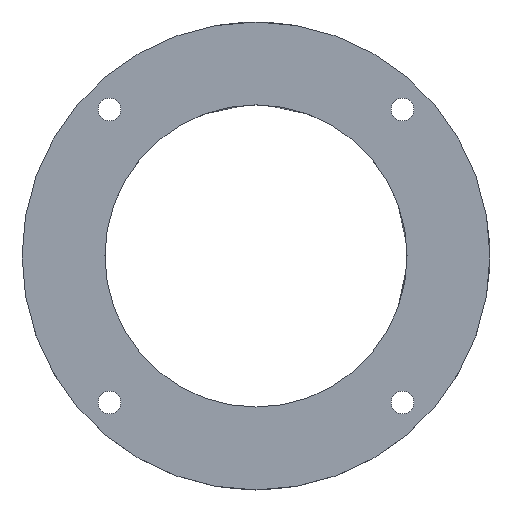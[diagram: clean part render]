
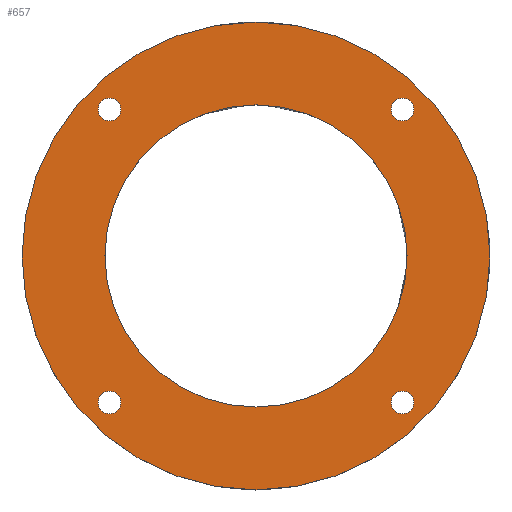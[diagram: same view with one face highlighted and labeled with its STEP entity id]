
A CAD part, top view. The second image highlights one B-rep face of the part: STEP entity #657.
In plain terms, the highlighted planar face has unit normal (0, 0, 1).
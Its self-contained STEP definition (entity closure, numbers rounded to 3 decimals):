
#2 = CARTESIAN_POINT ( 'NONE',  ( 56.5, 0., 7.5 ) ) ;
#9 = CARTESIAN_POINT ( 'NONE',  ( -59.051, 54.801, 7.5 ) ) ;
#20 = ORIENTED_EDGE ( 'NONE', *, *, #450, .F. ) ;
#23 = FACE_BOUND ( 'NONE', #346, .T. ) ;
#45 = EDGE_CURVE ( 'NONE', #1039, #365, #180, .T. ) ;
#50 = FACE_BOUND ( 'NONE', #204, .T. ) ;
#69 = CARTESIAN_POINT ( 'NONE',  ( 0., 0., 7.5 ) ) ;
#70 = EDGE_CURVE ( 'NONE', #144, #332, #572, .T. ) ;
#73 = CARTESIAN_POINT ( 'NONE',  ( -54.801, -54.801, 7.5 ) ) ;
#75 = EDGE_LOOP ( 'NONE', ( #20, #368 ) ) ;
#80 = CIRCLE ( 'NONE', #94, 87.5 ) ;
#93 = CARTESIAN_POINT ( 'NONE',  ( 54.801, -54.801, 7.5 ) ) ;
#94 = AXIS2_PLACEMENT_3D ( 'NONE', #374, #967, #631 ) ;
#100 = AXIS2_PLACEMENT_3D ( 'NONE', #133, #1064, #145 ) ;
#111 = VERTEX_POINT ( 'NONE', #1091 ) ;
#129 = CIRCLE ( 'NONE', #1055, 4.25 ) ;
#132 = PLANE ( 'NONE',  #730 ) ;
#133 = CARTESIAN_POINT ( 'NONE',  ( 0., 0., 7.5 ) ) ;
#141 = ORIENTED_EDGE ( 'NONE', *, *, #505, .F. ) ;
#144 = VERTEX_POINT ( 'NONE', #348 ) ;
#145 = DIRECTION ( 'NONE',  ( 1., 0., 0. ) ) ;
#167 = CARTESIAN_POINT ( 'NONE',  ( -50.551, -54.801, 7.5 ) ) ;
#180 = CIRCLE ( 'NONE', #973, 4.25 ) ;
#204 = EDGE_LOOP ( 'NONE', ( #1102, #874 ) ) ;
#215 = CARTESIAN_POINT ( 'NONE',  ( 0., 0., 7.5 ) ) ;
#221 = ORIENTED_EDGE ( 'NONE', *, *, #350, .F. ) ;
#241 = CARTESIAN_POINT ( 'NONE',  ( -54.801, 54.801, 7.5 ) ) ;
#243 = EDGE_CURVE ( 'NONE', #1097, #349, #292, .T. ) ;
#259 = DIRECTION ( 'NONE',  ( 0., -1., 0. ) ) ;
#263 = CARTESIAN_POINT ( 'NONE',  ( -87.5, 0., 7.5 ) ) ;
#273 = ORIENTED_EDGE ( 'NONE', *, *, #243, .T. ) ;
#279 = CARTESIAN_POINT ( 'NONE',  ( -54.801, 54.801, 7.5 ) ) ;
#288 = CIRCLE ( 'NONE', #1077, 4.25 ) ;
#292 = CIRCLE ( 'NONE', #100, 87.5 ) ;
#293 = CARTESIAN_POINT ( 'NONE',  ( 54.801, -54.801, 7.5 ) ) ;
#299 = VERTEX_POINT ( 'NONE', #2 ) ;
#312 = VERTEX_POINT ( 'NONE', #336 ) ;
#317 = DIRECTION ( 'NONE',  ( 0., 0., 1. ) ) ;
#318 = AXIS2_PLACEMENT_3D ( 'NONE', #690, #776, #259 ) ;
#332 = VERTEX_POINT ( 'NONE', #167 ) ;
#336 = CARTESIAN_POINT ( 'NONE',  ( 50.551, 54.801, 7.5 ) ) ;
#346 = EDGE_LOOP ( 'NONE', ( #600, #437 ) ) ;
#348 = CARTESIAN_POINT ( 'NONE',  ( -59.051, -54.801, 7.5 ) ) ;
#349 = VERTEX_POINT ( 'NONE', #263 ) ;
#350 = EDGE_CURVE ( 'NONE', #332, #144, #389, .T. ) ;
#352 = CARTESIAN_POINT ( 'NONE',  ( -54.801, -54.801, 7.5 ) ) ;
#353 = CIRCLE ( 'NONE', #618, 56.5 ) ;
#365 = VERTEX_POINT ( 'NONE', #9 ) ;
#368 = ORIENTED_EDGE ( 'NONE', *, *, #962, .F. ) ;
#371 = DIRECTION ( 'NONE',  ( 0., 0., 1. ) ) ;
#373 = DIRECTION ( 'NONE',  ( -1., 0., 0. ) ) ;
#374 = CARTESIAN_POINT ( 'NONE',  ( 0., 0., 7.5 ) ) ;
#377 = EDGE_LOOP ( 'NONE', ( #492, #141 ) ) ;
#389 = CIRCLE ( 'NONE', #738, 4.25 ) ;
#400 = CARTESIAN_POINT ( 'NONE',  ( 0., 0., 7.5 ) ) ;
#412 = AXIS2_PLACEMENT_3D ( 'NONE', #93, #779, #440 ) ;
#436 = VERTEX_POINT ( 'NONE', #616 ) ;
#437 = ORIENTED_EDGE ( 'NONE', *, *, #583, .F. ) ;
#440 = DIRECTION ( 'NONE',  ( -1., 0., 0. ) ) ;
#444 = EDGE_CURVE ( 'NONE', #312, #1053, #706, .T. ) ;
#450 = EDGE_CURVE ( 'NONE', #436, #981, #965, .T. ) ;
#458 = CARTESIAN_POINT ( 'NONE',  ( 50.551, -54.801, 7.5 ) ) ;
#492 = ORIENTED_EDGE ( 'NONE', *, *, #45, .F. ) ;
#502 = DIRECTION ( 'NONE',  ( 1., 0., 0. ) ) ;
#505 = EDGE_CURVE ( 'NONE', #365, #1039, #288, .T. ) ;
#511 = CARTESIAN_POINT ( 'NONE',  ( 87.5, 0., 7.5 ) ) ;
#523 = EDGE_CURVE ( 'NONE', #349, #1097, #80, .T. ) ;
#537 = DIRECTION ( 'NONE',  ( 0., 1., 0. ) ) ;
#572 = CIRCLE ( 'NONE', #878, 4.25 ) ;
#583 = EDGE_CURVE ( 'NONE', #299, #111, #614, .T. ) ;
#600 = ORIENTED_EDGE ( 'NONE', *, *, #673, .F. ) ;
#614 = CIRCLE ( 'NONE', #984, 56.5 ) ;
#616 = CARTESIAN_POINT ( 'NONE',  ( 59.051, -54.801, 7.5 ) ) ;
#618 = AXIS2_PLACEMENT_3D ( 'NONE', #69, #997, #502 ) ;
#631 = DIRECTION ( 'NONE',  ( 1., 0., 0. ) ) ;
#654 = FACE_BOUND ( 'NONE', #1023, .T. ) ;
#657 = ADVANCED_FACE ( 'NONE', ( #50, #866, #654, #757, #933, #23 ), #132, .T. ) ;
#672 = CARTESIAN_POINT ( 'NONE',  ( 54.801, 54.801, 7.5 ) ) ;
#673 = EDGE_CURVE ( 'NONE', #111, #299, #353, .T. ) ;
#674 = DIRECTION ( 'NONE',  ( 0., 0., 1. ) ) ;
#681 = EDGE_CURVE ( 'NONE', #1053, #312, #129, .T. ) ;
#690 = CARTESIAN_POINT ( 'NONE',  ( 54.801, 54.801, 7.5 ) ) ;
#702 = DIRECTION ( 'NONE',  ( 0., 0., 1. ) ) ;
#706 = CIRCLE ( 'NONE', #318, 4.25 ) ;
#719 = CARTESIAN_POINT ( 'NONE',  ( -50.551, 54.801, 7.5 ) ) ;
#730 = AXIS2_PLACEMENT_3D ( 'NONE', #215, #836, #1076 ) ;
#738 = AXIS2_PLACEMENT_3D ( 'NONE', #352, #702, #537 ) ;
#740 = DIRECTION ( 'NONE',  ( 0., -1., 0. ) ) ;
#757 = FACE_BOUND ( 'NONE', #377, .T. ) ;
#776 = DIRECTION ( 'NONE',  ( 0., 0., 1. ) ) ;
#778 = AXIS2_PLACEMENT_3D ( 'NONE', #293, #371, #373 ) ;
#779 = DIRECTION ( 'NONE',  ( 0., 0., 1. ) ) ;
#785 = ORIENTED_EDGE ( 'NONE', *, *, #70, .F. ) ;
#817 = DIRECTION ( 'NONE',  ( 0., 1., 0. ) ) ;
#836 = DIRECTION ( 'NONE',  ( 0., 0., 1. ) ) ;
#866 = FACE_BOUND ( 'NONE', #75, .T. ) ;
#874 = ORIENTED_EDGE ( 'NONE', *, *, #444, .F. ) ;
#878 = AXIS2_PLACEMENT_3D ( 'NONE', #73, #674, #817 ) ;
#924 = DIRECTION ( 'NONE',  ( 0., 0., 1. ) ) ;
#933 = FACE_OUTER_BOUND ( 'NONE', #1083, .T. ) ;
#961 = DIRECTION ( 'NONE',  ( 0., 0., 1. ) ) ;
#962 = EDGE_CURVE ( 'NONE', #981, #436, #1066, .T. ) ;
#965 = CIRCLE ( 'NONE', #412, 4.25 ) ;
#967 = DIRECTION ( 'NONE',  ( 0., 0., 1. ) ) ;
#973 = AXIS2_PLACEMENT_3D ( 'NONE', #241, #924, #996 ) ;
#978 = DIRECTION ( 'NONE',  ( 1., 0., 0. ) ) ;
#981 = VERTEX_POINT ( 'NONE', #458 ) ;
#982 = DIRECTION ( 'NONE',  ( 0., 0., 1. ) ) ;
#984 = AXIS2_PLACEMENT_3D ( 'NONE', #400, #982, #978 ) ;
#996 = DIRECTION ( 'NONE',  ( 1., 0., 0. ) ) ;
#997 = DIRECTION ( 'NONE',  ( 0., 0., 1. ) ) ;
#1023 = EDGE_LOOP ( 'NONE', ( #221, #785 ) ) ;
#1025 = ORIENTED_EDGE ( 'NONE', *, *, #523, .T. ) ;
#1039 = VERTEX_POINT ( 'NONE', #719 ) ;
#1043 = DIRECTION ( 'NONE',  ( 1., 0., 0. ) ) ;
#1053 = VERTEX_POINT ( 'NONE', #1088 ) ;
#1055 = AXIS2_PLACEMENT_3D ( 'NONE', #672, #317, #740 ) ;
#1064 = DIRECTION ( 'NONE',  ( 0., 0., 1. ) ) ;
#1066 = CIRCLE ( 'NONE', #778, 4.25 ) ;
#1076 = DIRECTION ( 'NONE',  ( 1., 0., 0. ) ) ;
#1077 = AXIS2_PLACEMENT_3D ( 'NONE', #279, #961, #1043 ) ;
#1083 = EDGE_LOOP ( 'NONE', ( #1025, #273 ) ) ;
#1088 = CARTESIAN_POINT ( 'NONE',  ( 59.051, 54.801, 7.5 ) ) ;
#1091 = CARTESIAN_POINT ( 'NONE',  ( -56.5, 0., 7.5 ) ) ;
#1097 = VERTEX_POINT ( 'NONE', #511 ) ;
#1102 = ORIENTED_EDGE ( 'NONE', *, *, #681, .F. ) ;
